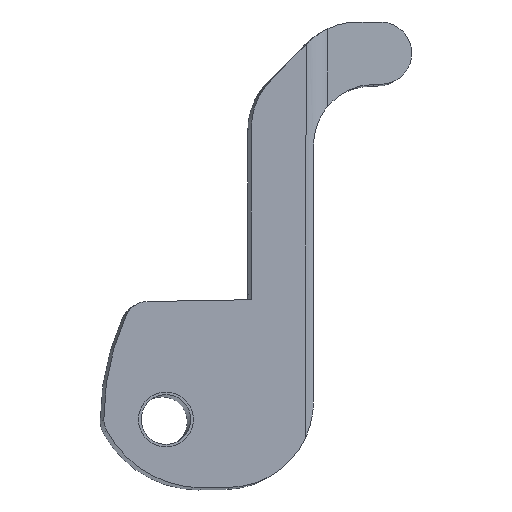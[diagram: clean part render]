
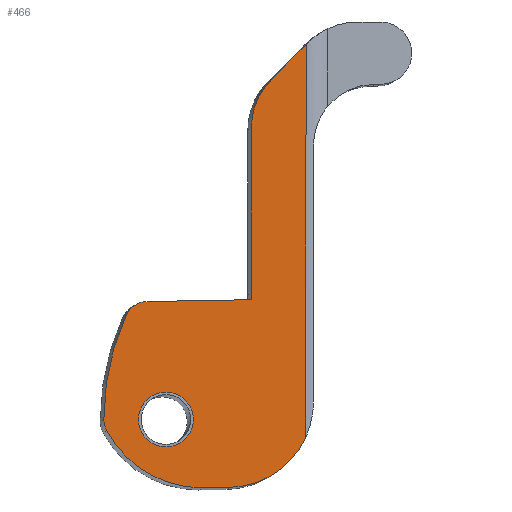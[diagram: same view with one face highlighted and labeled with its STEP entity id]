
A CAD part, top view. The second image highlights one B-rep face of the part: STEP entity #466.
In plain terms, the highlighted face is planar.
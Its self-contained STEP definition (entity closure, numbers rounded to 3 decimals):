
#34=FACE_BOUND('',#84,.T.);
#40=PLANE('',#516);
#56=FACE_OUTER_BOUND('',#83,.T.);
#83=EDGE_LOOP('',(#342,#343,#344,#345,#346,#347,#348,#349,#350,#351,#352,
#353));
#84=EDGE_LOOP('',(#354));
#118=LINE('',#741,#156);
#119=LINE('',#743,#157);
#120=LINE('',#750,#158);
#121=LINE('',#754,#159);
#122=LINE('',#756,#160);
#123=LINE('',#759,#161);
#156=VECTOR('',#594,10.);
#157=VECTOR('',#597,10.);
#158=VECTOR('',#604,10.);
#159=VECTOR('',#607,10.);
#160=VECTOR('',#608,10.);
#161=VECTOR('',#611,10.);
#184=CIRCLE('',#504,0.75);
#186=CIRCLE('',#507,8.167);
#192=CIRCLE('',#517,0.75);
#193=CIRCLE('',#518,3.5);
#194=CIRCLE('',#519,2.75);
#195=CIRCLE('',#520,2.25);
#196=CIRCLE('',#521,0.885);
#201=VERTEX_POINT('',#703);
#202=VERTEX_POINT('',#705);
#204=VERTEX_POINT('',#711);
#215=VERTEX_POINT('',#737);
#216=VERTEX_POINT('',#739);
#217=VERTEX_POINT('',#745);
#218=VERTEX_POINT('',#747);
#219=VERTEX_POINT('',#749);
#220=VERTEX_POINT('',#751);
#221=VERTEX_POINT('',#753);
#222=VERTEX_POINT('',#755);
#223=VERTEX_POINT('',#757);
#224=VERTEX_POINT('',#760);
#247=EDGE_CURVE('',#201,#202,#184,.T.);
#251=EDGE_CURVE('',#201,#204,#186,.T.);
#265=EDGE_CURVE('',#215,#216,#118,.T.);
#266=EDGE_CURVE('',#216,#202,#119,.T.);
#267=EDGE_CURVE('',#204,#217,#192,.T.);
#268=EDGE_CURVE('',#217,#218,#193,.T.);
#269=EDGE_CURVE('',#218,#219,#120,.T.);
#270=EDGE_CURVE('',#220,#219,#194,.T.);
#271=EDGE_CURVE('',#221,#220,#121,.T.);
#272=EDGE_CURVE('',#222,#221,#122,.T.);
#273=EDGE_CURVE('',#223,#222,#195,.T.);
#274=EDGE_CURVE('',#223,#215,#123,.T.);
#275=EDGE_CURVE('',#224,#224,#196,.F.);
#342=ORIENTED_EDGE('',*,*,#247,.F.);
#343=ORIENTED_EDGE('',*,*,#251,.T.);
#344=ORIENTED_EDGE('',*,*,#267,.T.);
#345=ORIENTED_EDGE('',*,*,#268,.T.);
#346=ORIENTED_EDGE('',*,*,#269,.T.);
#347=ORIENTED_EDGE('',*,*,#270,.F.);
#348=ORIENTED_EDGE('',*,*,#271,.F.);
#349=ORIENTED_EDGE('',*,*,#272,.F.);
#350=ORIENTED_EDGE('',*,*,#273,.F.);
#351=ORIENTED_EDGE('',*,*,#274,.T.);
#352=ORIENTED_EDGE('',*,*,#265,.T.);
#353=ORIENTED_EDGE('',*,*,#266,.T.);
#354=ORIENTED_EDGE('',*,*,#275,.T.);
#466=ADVANCED_FACE('',(#56,#34),#40,.F.);
#504=AXIS2_PLACEMENT_3D('',#706,#562,#563);
#507=AXIS2_PLACEMENT_3D('',#713,#570,#571);
#516=AXIS2_PLACEMENT_3D('',#744,#598,#599);
#517=AXIS2_PLACEMENT_3D('',#746,#600,#601);
#518=AXIS2_PLACEMENT_3D('',#748,#602,#603);
#519=AXIS2_PLACEMENT_3D('',#752,#605,#606);
#520=AXIS2_PLACEMENT_3D('',#758,#609,#610);
#521=AXIS2_PLACEMENT_3D('',#761,#612,#613);
#562=DIRECTION('center_axis',(0.,0.,1.));
#563=DIRECTION('ref_axis',(-0.55,-0.835,0.));
#570=DIRECTION('center_axis',(0.,0.,-1.));
#571=DIRECTION('ref_axis',(1.,0.,0.));
#594=DIRECTION('',(0.017,1.,0.));
#597=DIRECTION('',(-1.,0.017,0.));
#598=DIRECTION('center_axis',(0.,0.,1.));
#599=DIRECTION('ref_axis',(1.,0.,0.));
#600=DIRECTION('center_axis',(0.,0.,-1.));
#601=DIRECTION('ref_axis',(0.881,-0.473,0.));
#602=DIRECTION('center_axis',(0.,0.,-1.));
#603=DIRECTION('ref_axis',(0.,-1.,0.));
#604=DIRECTION('',(1.,-0.017,0.));
#605=DIRECTION('center_axis',(0.,0.,1.));
#606=DIRECTION('ref_axis',(1.,0.,0.));
#607=DIRECTION('',(0.,1.,0.));
#608=DIRECTION('',(0.707,-0.707,0.));
#609=DIRECTION('center_axis',(0.,0.,1.));
#610=DIRECTION('ref_axis',(-0.924,-0.383,0.));
#611=DIRECTION('',(0.,1.,0.));
#612=DIRECTION('center_axis',(0.,0.,-1.));
#613=DIRECTION('ref_axis',(-1.,0.,0.));
#703=CARTESIAN_POINT('',(-1.278,-3.356,-16.4));
#705=CARTESIAN_POINT('',(-0.608,-3.798,-16.4));
#706=CARTESIAN_POINT('Origin',(-0.595,-3.048,-16.4));
#711=CARTESIAN_POINT('',(-2.,0.,-16.4));
#713=CARTESIAN_POINT('Origin',(6.167,0.,-16.4));
#737=CARTESIAN_POINT('',(2.75,-4.057,-16.4));
#739=CARTESIAN_POINT('',(2.753,-3.857,-16.4));
#741=CARTESIAN_POINT('',(2.733,-5.037,-16.4));
#743=CARTESIAN_POINT('',(1.396,-3.833,-16.4));
#744=CARTESIAN_POINT('Origin',(3.71,-6.034,-16.4));
#745=CARTESIAN_POINT('',(-1.911,0.355,-16.4));
#746=CARTESIAN_POINT('Origin',(-1.25,0.,-16.4));
#747=CARTESIAN_POINT('',(1.173,2.2,-16.4));
#748=CARTESIAN_POINT('Origin',(1.173,-1.3,-16.4));
#749=CARTESIAN_POINT('',(2.048,2.185,-16.4));
#750=CARTESIAN_POINT('',(3.824,2.154,-16.4));
#751=CARTESIAN_POINT('',(4.506,0.568,-16.4));
#752=CARTESIAN_POINT('Origin',(2.,-0.565,-16.4));
#753=CARTESIAN_POINT('',(4.511,-12.061,-16.4));
#754=CARTESIAN_POINT('',(4.504,6.56,-16.4));
#755=CARTESIAN_POINT('',(3.409,-10.959,-16.4));
#756=CARTESIAN_POINT('',(2.548,-10.098,-16.4));
#757=CARTESIAN_POINT('',(2.75,-9.368,-16.4));
#758=CARTESIAN_POINT('Origin',(5.,-9.368,-16.4));
#759=CARTESIAN_POINT('',(2.75,-12.8,-16.4));
#760=CARTESIAN_POINT('',(0.885,0.,-16.4));
#761=CARTESIAN_POINT('Origin',(0.,0.,-16.4));
